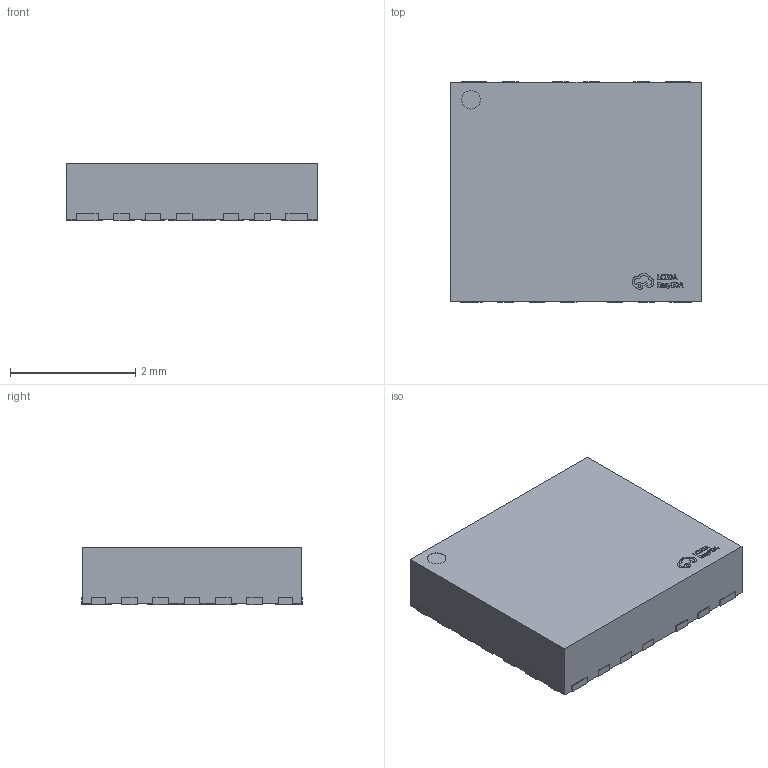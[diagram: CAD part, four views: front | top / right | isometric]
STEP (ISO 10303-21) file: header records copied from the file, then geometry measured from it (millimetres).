
FILE_DESCRIPTION (( 'STEP AP214' ), '1' );
FILE_NAME ('VQFN-HR-26_L4.0-W3.5_TPS55288RPMR.step', '2022-07-15T04:20:21', ( '' ), ( '' ), 'SwSTEP 2.0', 'SolidWorks 2020', '' );
FILE_SCHEMA (( 'AUTOMOTIVE_DESIGN' ));
Length unit declared in the file: millimetre
Products named in the file (1): VQFN-HR-26_L4.0-W3.5_TPS55288RPMR
Bounding box: 4.02 x 3.52 x 0.91 mm (x, y, z)
Volume: 12.7 mm3; surface area: 42.3 mm2
Topology: 14 solids, 14 shells, 507 faces, 1404 edges, 936 vertices
Faces by surface type: plane 355, bspline 112, cylinder 40
Entity records: 22982 total; most frequent: CARTESIAN_POINT 4952, ORIENTED_EDGE 2808, DIRECTION 2048, EDGE_CURVE 1404, LINE 1096, VECTOR 1096, VERTEX_POINT 936, EDGE_LOOP 530
